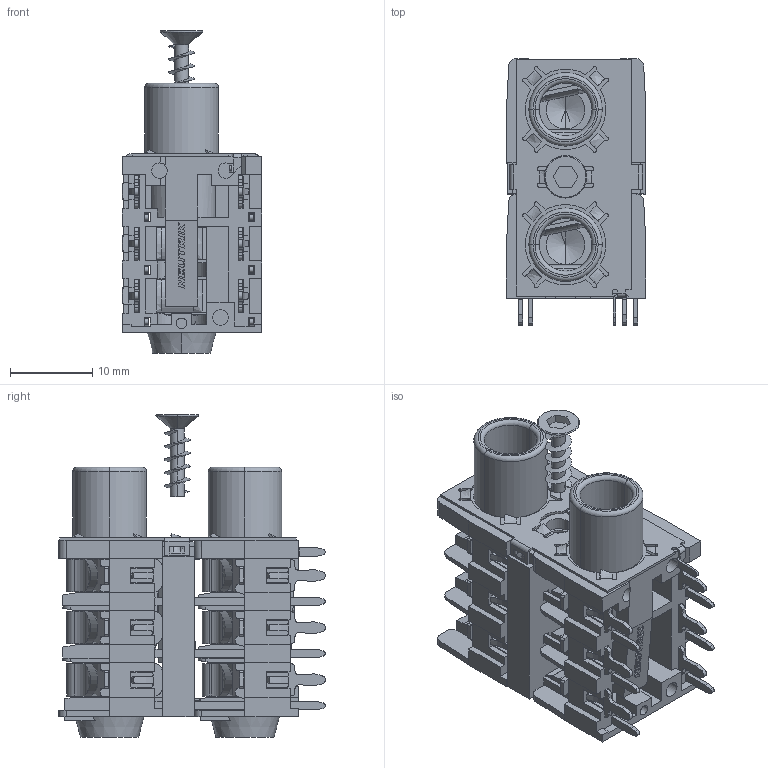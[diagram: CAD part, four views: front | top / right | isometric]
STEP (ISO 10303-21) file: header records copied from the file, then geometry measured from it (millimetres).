
FILE_DESCRIPTION((''),'2;1');
FILE_NAME('NSJ12HC','2025-10-13T15:17:17',('phk'),(''),'CREO PARAMETRIC BY PTC INC, 2023424','CREO PARAMETRIC BY PTC INC, 2023424','');
FILE_SCHEMA(('AUTOMOTIVE_DESIGN { 1 0 10303 214 1 1 1 1 }'));
Products named in the file (1): NSJ12HC
Bounding box: 17.05 x 32.5 x 39.3 mm (x, y, z)
Volume: 5310.5 mm3; surface area: 11039.2 mm2
Topology: 2 solids, 3 shells, 2052 faces, 6265 edges, 4123 vertices
Faces by surface type: plane 1384, cylinder 481, bspline 83, torus 58, cone 34, extrusion 12
Entity records: 89464 total; most frequent: CARTESIAN_POINT 18606, ORIENTED_EDGE 12522, DIRECTION 10809, EDGE_CURVE 6261, VECTOR 4793, LINE 4781, VERTEX_POINT 4123, AXIS2_PLACEMENT_3D 3008
